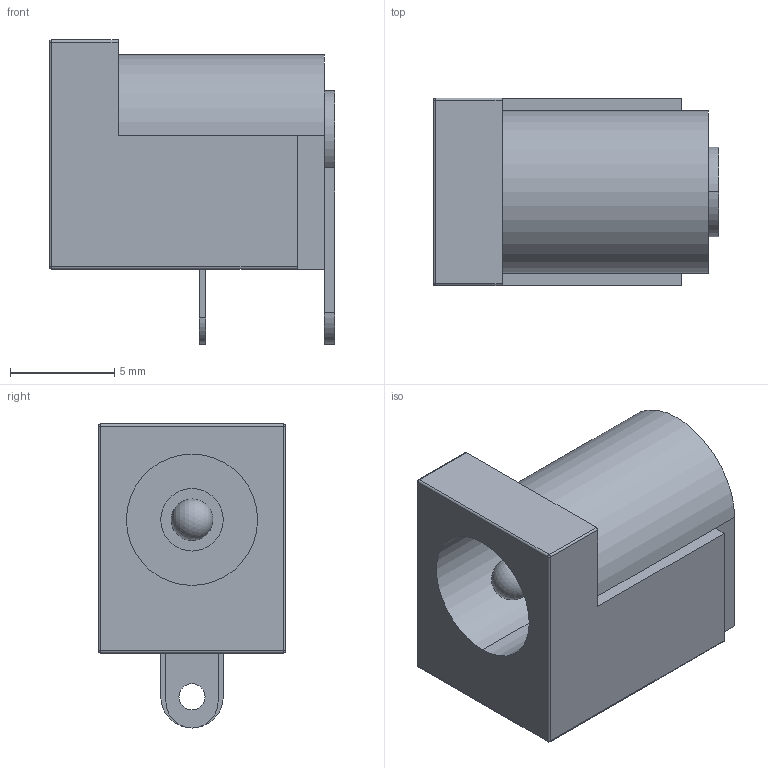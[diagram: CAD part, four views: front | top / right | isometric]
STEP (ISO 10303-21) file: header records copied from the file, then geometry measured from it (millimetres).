
FILE_DESCRIPTION(('FreeCAD Model'),'2;1');
FILE_NAME('Open CASCADE Shape Model','2023-09-24T09:05:38',( 'kicad StepUp'),('ksu MCAD'),'Open CASCADE STEP processor 7.6', 'FreeCAD','Unknown');
FILE_SCHEMA(('AUTOMOTIVE_DESIGN { 1 0 10303 214 1 1 1 1 }'));
Length unit declared in the file: millimetre
Products named in the file (1): Solid002
Bounding box: 13.7 x 9 x 14.6 mm (x, y, z)
Volume: 876.2 mm3; surface area: 961.5 mm2
Topology: 1 solids, 1 shells, 56 faces, 139 edges, 84 vertices
Faces by surface type: cylinder 27, plane 24, sphere 5
Entity records: 3629 total; most frequent: CARTESIAN_POINT 858, DIRECTION 543, LINE 294, VECTOR 294, ORIENTED_EDGE 266, PCURVE 266, DEFINITIONAL_REPRESENTATION 266, EDGE_CURVE 133
